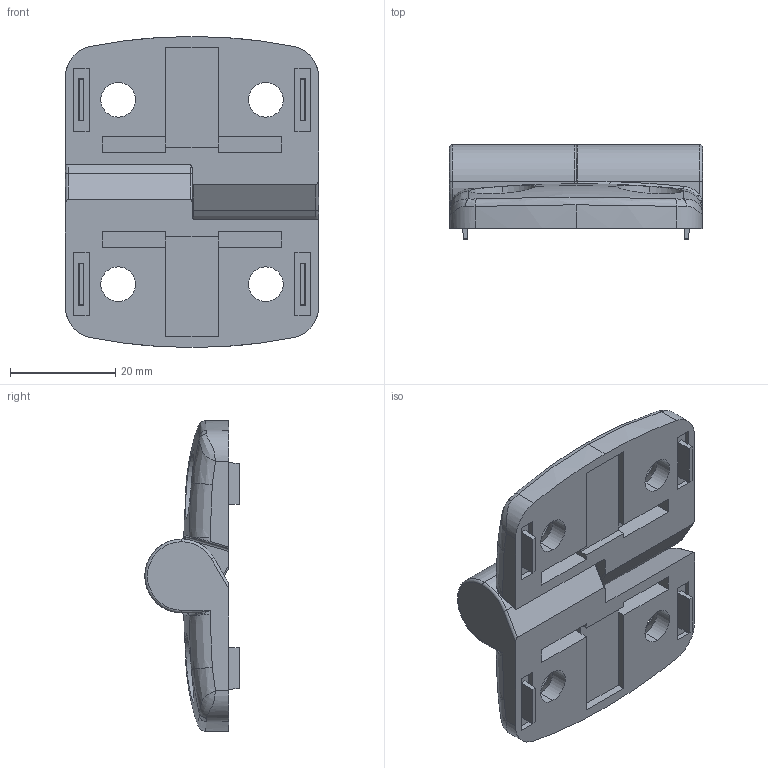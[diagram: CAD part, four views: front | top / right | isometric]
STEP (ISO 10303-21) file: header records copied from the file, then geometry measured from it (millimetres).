
FILE_DESCRIPTION(('STEP AP214'),'1');
FILE_NAME('fath_095k3030l08.stp','2017-10-09T08:16:27',('TraceParts'),('TraceParts S.A.'),'Spatial InterOp 3D',' ',' ');
FILE_SCHEMA(('automotive_design'));
Length unit declared in the file: millimetre
Products named in the file (3): fath_095k3030l08_1; fath_095k3030l08_2; fath_095k3030l08_3
Bounding box: 48 x 17.9 x 59 mm (x, y, z)
Volume: 20496.7 mm3; surface area: 10914 mm2
Topology: 3 solids, 3 shells, 206 faces, 506 edges, 310 vertices
Faces by surface type: plane 90, cylinder 52, bspline 38, torus 14, cone 12
Entity records: 9493 total; most frequent: CARTESIAN_POINT 3257, ORIENTED_EDGE 1000, DIRECTION 842, EDGE_CURVE 500, VERTEX_POINT 310, AXIS2_PLACEMENT_3D 289, LINE 264, VECTOR 264
